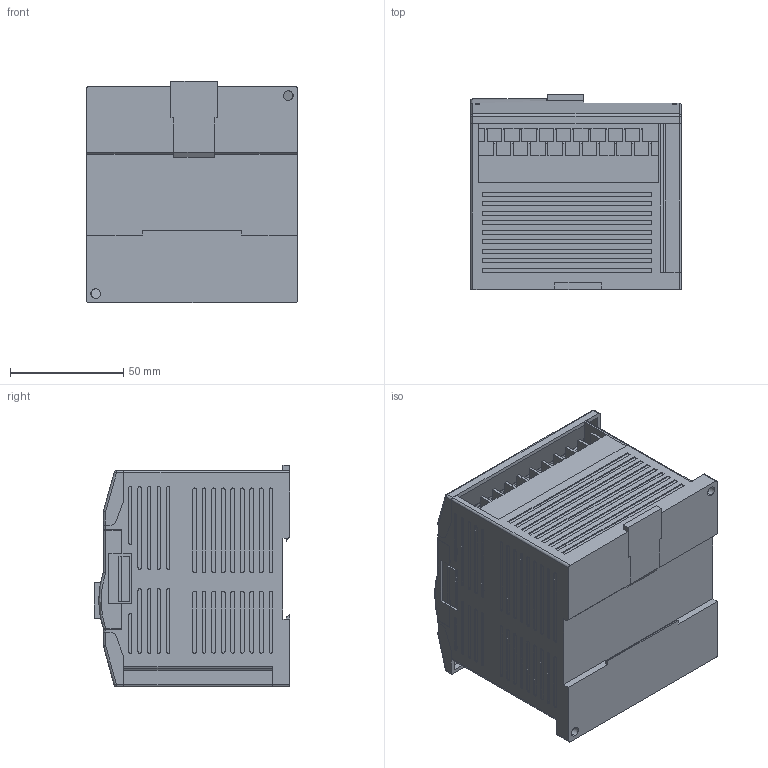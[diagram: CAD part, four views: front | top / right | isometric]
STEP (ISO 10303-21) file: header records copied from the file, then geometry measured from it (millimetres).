
FILE_DESCRIPTION (( 'STEP AP203' ), '1' );
FILE_NAME ('3D ìîäåëü ìîäóëÿ äèñêðåòíîãî ââîäà.STEP', '2022-10-07T12:18:01', ( '' ), ( '' ), 'SwSTEP 2.0', 'SolidWorks 2021', '' );
FILE_SCHEMA (( 'CONFIG_CONTROL_DESIGN' ));
Length unit declared in the file: millimetre
Products named in the file (1): 3D ìîäåëü ìîäóëÿ äèñêðåòíîãî ââîäà
Bounding box: 92.8 x 86.1 x 97.65 mm (x, y, z)
Volume: 646916.1 mm3; surface area: 93234.6 mm2
Topology: 10 solids, 10 shells, 1079 faces, 2882 edges, 1904 vertices
Faces by surface type: plane 761, cylinder 293, torus 17, sphere 8
Entity records: 33501 total; most frequent: CARTESIAN_POINT 5922, ORIENTED_EDGE 5756, DIRECTION 5642, EDGE_CURVE 2878, VECTOR 2242, LINE 2242, VERTEX_POINT 1904, AXIS2_PLACEMENT_3D 1700
